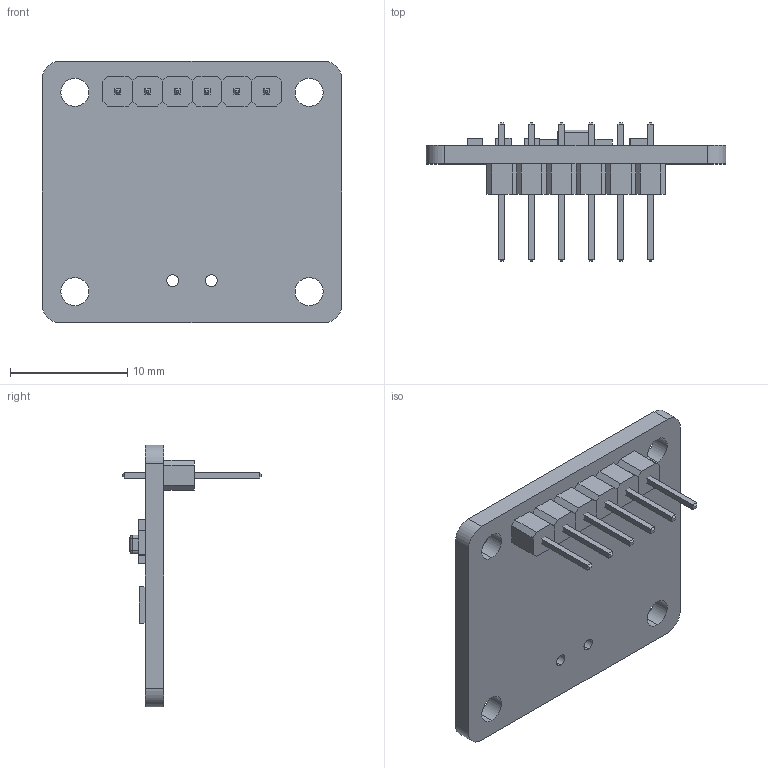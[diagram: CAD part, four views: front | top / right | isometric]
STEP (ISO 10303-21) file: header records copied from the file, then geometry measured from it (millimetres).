
FILE_DESCRIPTION (( 'STEP AP203' ), '1' );
FILE_NAME ('INA219_I2C_IV_SENSOR_WITH_HEADER.STEP', '2020-06-14T17:56:44', ( '' ), ( '' ), 'SwSTEP 2.0', 'SolidWorks 2018', '' );
FILE_SCHEMA (( 'CONFIG_CONTROL_DESIGN' ));
Length unit declared in the file: millimetre
Products named in the file (1): INA219_I2C_IV_SENSOR_WITH_HEADER
Bounding box: 25.6 x 11.8 x 22.35 mm (x, y, z)
Volume: 1012.4 mm3; surface area: 1725.2 mm2
Topology: 13 solids, 13 shells, 225 faces, 520 edges, 324 vertices
Faces by surface type: plane 185, cylinder 36, sphere 4
Entity records: 6303 total; most frequent: CARTESIAN_POINT 1066, DIRECTION 1040, ORIENTED_EDGE 1032, EDGE_CURVE 516, VECTOR 444, LINE 444, VERTEX_POINT 324, AXIS2_PLACEMENT_3D 298
